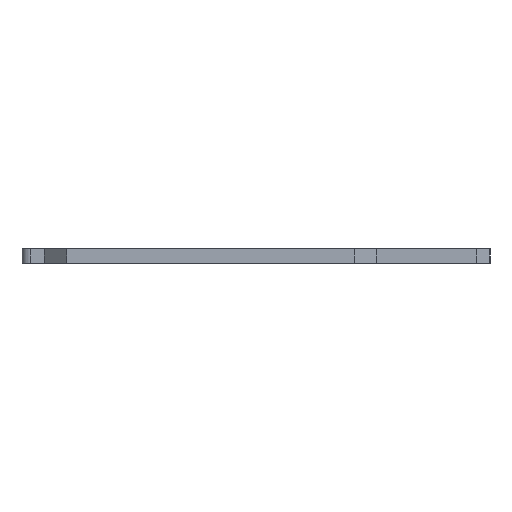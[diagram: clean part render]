
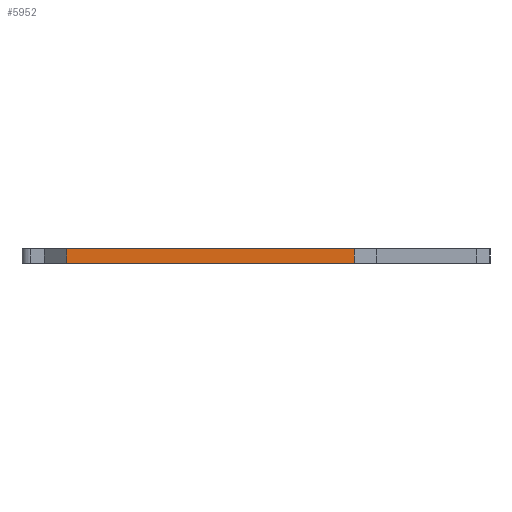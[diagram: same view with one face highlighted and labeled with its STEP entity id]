
A CAD part, front view. The second image highlights one B-rep face of the part: STEP entity #5952.
In plain terms, the highlighted planar face has unit normal (0, -1, 0).
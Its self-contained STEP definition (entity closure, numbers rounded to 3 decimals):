
#83 = PLANE('',#84);
#84 = AXIS2_PLACEMENT_3D('',#85,#86,#87);
#85 = CARTESIAN_POINT('',(148.345,-104.311,1.6));
#86 = DIRECTION('',(-0.,-0.,-1.));
#87 = DIRECTION('',(-1.,0.,0.));
#137 = PLANE('',#138);
#138 = AXIS2_PLACEMENT_3D('',#139,#140,#141);
#139 = CARTESIAN_POINT('',(148.345,-104.311,0.));
#140 = DIRECTION('',(-0.,-0.,-1.));
#141 = DIRECTION('',(-1.,0.,0.));
#508 = VERTEX_POINT('',#509);
#509 = CARTESIAN_POINT('',(159.677,-139.294,0.));
#523 = PLANE('',#524);
#524 = AXIS2_PLACEMENT_3D('',#525,#526,#527);
#525 = CARTESIAN_POINT('',(162.217,-136.754,0.));
#526 = DIRECTION('',(0.707,-0.707,0.));
#527 = DIRECTION('',(-0.707,-0.707,0.));
#535 = EDGE_CURVE('',#508,#536,#538,.T.);
#536 = VERTEX_POINT('',#537);
#537 = CARTESIAN_POINT('',(126.911,-139.294,0.));
#538 = SURFACE_CURVE('',#539,(#543,#550),.PCURVE_S1.);
#539 = LINE('',#540,#541);
#540 = CARTESIAN_POINT('',(159.677,-139.294,0.));
#541 = VECTOR('',#542,1.);
#542 = DIRECTION('',(-1.,0.,0.));
#543 = PCURVE('',#137,#544);
#544 = DEFINITIONAL_REPRESENTATION('',(#545),#549);
#545 = LINE('',#546,#547);
#546 = CARTESIAN_POINT('',(-11.332,-34.983));
#547 = VECTOR('',#548,1.);
#548 = DIRECTION('',(1.,0.));
#549 = ( GEOMETRIC_REPRESENTATION_CONTEXT(2) 
PARAMETRIC_REPRESENTATION_CONTEXT() REPRESENTATION_CONTEXT('2D SPACE',''
  ) );
#550 = PCURVE('',#551,#556);
#551 = PLANE('',#552);
#552 = AXIS2_PLACEMENT_3D('',#553,#554,#555);
#553 = CARTESIAN_POINT('',(159.677,-139.294,0.));
#554 = DIRECTION('',(0.,-1.,0.));
#555 = DIRECTION('',(-1.,0.,0.));
#556 = DEFINITIONAL_REPRESENTATION('',(#557),#561);
#557 = LINE('',#558,#559);
#558 = CARTESIAN_POINT('',(0.,-0.));
#559 = VECTOR('',#560,1.);
#560 = DIRECTION('',(1.,0.));
#561 = ( GEOMETRIC_REPRESENTATION_CONTEXT(2) 
PARAMETRIC_REPRESENTATION_CONTEXT() REPRESENTATION_CONTEXT('2D SPACE',''
  ) );
#579 = PLANE('',#580);
#580 = AXIS2_PLACEMENT_3D('',#581,#582,#583);
#581 = CARTESIAN_POINT('',(126.911,-139.294,0.));
#582 = DIRECTION('',(-0.707,-0.707,0.));
#583 = DIRECTION('',(-0.707,0.707,0.));
#3406 = VERTEX_POINT('',#3407);
#3407 = CARTESIAN_POINT('',(159.677,-139.294,1.6));
#3428 = EDGE_CURVE('',#3406,#3429,#3431,.T.);
#3429 = VERTEX_POINT('',#3430);
#3430 = CARTESIAN_POINT('',(126.911,-139.294,1.6));
#3431 = SURFACE_CURVE('',#3432,(#3436,#3443),.PCURVE_S1.);
#3432 = LINE('',#3433,#3434);
#3433 = CARTESIAN_POINT('',(159.677,-139.294,1.6));
#3434 = VECTOR('',#3435,1.);
#3435 = DIRECTION('',(-1.,0.,0.));
#3436 = PCURVE('',#83,#3437);
#3437 = DEFINITIONAL_REPRESENTATION('',(#3438),#3442);
#3438 = LINE('',#3439,#3440);
#3439 = CARTESIAN_POINT('',(-11.332,-34.983));
#3440 = VECTOR('',#3441,1.);
#3441 = DIRECTION('',(1.,0.));
#3442 = ( GEOMETRIC_REPRESENTATION_CONTEXT(2) 
PARAMETRIC_REPRESENTATION_CONTEXT() REPRESENTATION_CONTEXT('2D SPACE',''
  ) );
#3443 = PCURVE('',#551,#3444);
#3444 = DEFINITIONAL_REPRESENTATION('',(#3445),#3449);
#3445 = LINE('',#3446,#3447);
#3446 = CARTESIAN_POINT('',(0.,-1.6));
#3447 = VECTOR('',#3448,1.);
#3448 = DIRECTION('',(1.,0.));
#3449 = ( GEOMETRIC_REPRESENTATION_CONTEXT(2) 
PARAMETRIC_REPRESENTATION_CONTEXT() REPRESENTATION_CONTEXT('2D SPACE',''
  ) );
#5902 = EDGE_CURVE('',#536,#3429,#5903,.T.);
#5903 = SURFACE_CURVE('',#5904,(#5908,#5915),.PCURVE_S1.);
#5904 = LINE('',#5905,#5906);
#5905 = CARTESIAN_POINT('',(126.911,-139.294,0.));
#5906 = VECTOR('',#5907,1.);
#5907 = DIRECTION('',(0.,0.,1.));
#5908 = PCURVE('',#579,#5909);
#5909 = DEFINITIONAL_REPRESENTATION('',(#5910),#5914);
#5910 = LINE('',#5911,#5912);
#5911 = CARTESIAN_POINT('',(0.,0.));
#5912 = VECTOR('',#5913,1.);
#5913 = DIRECTION('',(0.,-1.));
#5914 = ( GEOMETRIC_REPRESENTATION_CONTEXT(2) 
PARAMETRIC_REPRESENTATION_CONTEXT() REPRESENTATION_CONTEXT('2D SPACE',''
  ) );
#5915 = PCURVE('',#551,#5916);
#5916 = DEFINITIONAL_REPRESENTATION('',(#5917),#5921);
#5917 = LINE('',#5918,#5919);
#5918 = CARTESIAN_POINT('',(32.766,0.));
#5919 = VECTOR('',#5920,1.);
#5920 = DIRECTION('',(0.,-1.));
#5921 = ( GEOMETRIC_REPRESENTATION_CONTEXT(2) 
PARAMETRIC_REPRESENTATION_CONTEXT() REPRESENTATION_CONTEXT('2D SPACE',''
  ) );
#5952 = ADVANCED_FACE('',(#5953),#551,.T.);
#5953 = FACE_BOUND('',#5954,.T.);
#5954 = EDGE_LOOP('',(#5955,#5976,#5977,#5978));
#5955 = ORIENTED_EDGE('',*,*,#5956,.T.);
#5956 = EDGE_CURVE('',#508,#3406,#5957,.T.);
#5957 = SURFACE_CURVE('',#5958,(#5962,#5969),.PCURVE_S1.);
#5958 = LINE('',#5959,#5960);
#5959 = CARTESIAN_POINT('',(159.677,-139.294,0.));
#5960 = VECTOR('',#5961,1.);
#5961 = DIRECTION('',(0.,0.,1.));
#5962 = PCURVE('',#551,#5963);
#5963 = DEFINITIONAL_REPRESENTATION('',(#5964),#5968);
#5964 = LINE('',#5965,#5966);
#5965 = CARTESIAN_POINT('',(0.,-0.));
#5966 = VECTOR('',#5967,1.);
#5967 = DIRECTION('',(0.,-1.));
#5968 = ( GEOMETRIC_REPRESENTATION_CONTEXT(2) 
PARAMETRIC_REPRESENTATION_CONTEXT() REPRESENTATION_CONTEXT('2D SPACE',''
  ) );
#5969 = PCURVE('',#523,#5970);
#5970 = DEFINITIONAL_REPRESENTATION('',(#5971),#5975);
#5971 = LINE('',#5972,#5973);
#5972 = CARTESIAN_POINT('',(3.592,0.));
#5973 = VECTOR('',#5974,1.);
#5974 = DIRECTION('',(0.,-1.));
#5975 = ( GEOMETRIC_REPRESENTATION_CONTEXT(2) 
PARAMETRIC_REPRESENTATION_CONTEXT() REPRESENTATION_CONTEXT('2D SPACE',''
  ) );
#5976 = ORIENTED_EDGE('',*,*,#3428,.T.);
#5977 = ORIENTED_EDGE('',*,*,#5902,.F.);
#5978 = ORIENTED_EDGE('',*,*,#535,.F.);
